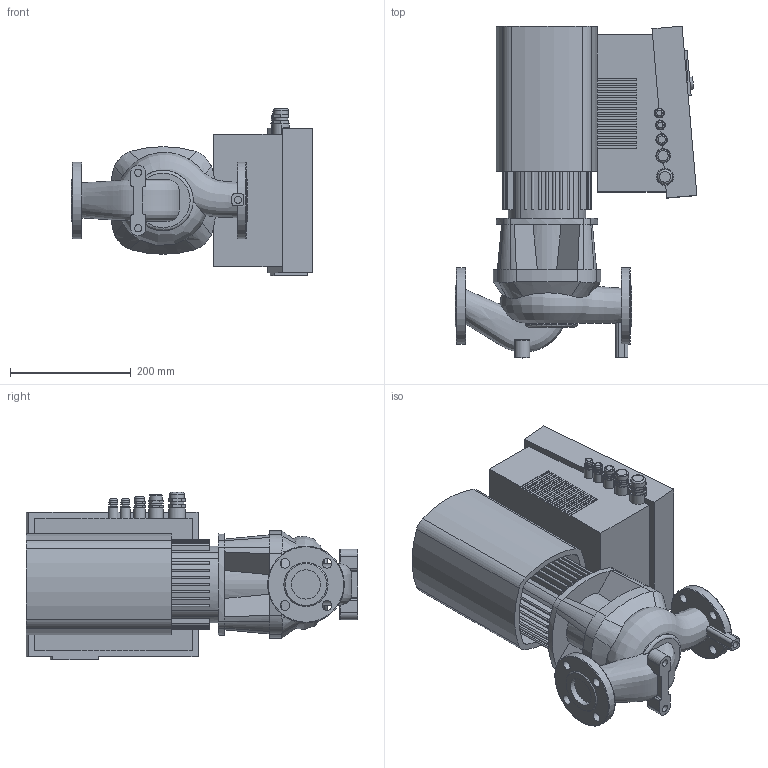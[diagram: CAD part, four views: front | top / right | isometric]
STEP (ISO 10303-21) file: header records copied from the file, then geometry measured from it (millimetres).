
FILE_DESCRIPTION(/* description */ (''),/* implementation_level */ '2;1');
FILE_NAME(/* name */ '3d_StratosGIGA1_5_3-145-2124481.stp',/* time_stamp */ '2022-03-01T14:51:28-06:00',/* author */ ('faliszekte'),/* organization */ (''),/* preprocessor_version */ 'ST-DEVELOPER v18.1',/* originating_system */ 'Autodesk Inventor 2021',/* authorisation */ '');
FILE_SCHEMA (('AUTOMOTIVE_DESIGN { 1 0 10303 214 3 1 1 }'));
Length unit declared in the file: inch
Products named in the file (12): 3d_StratosGIGA1_5_3-145-2124481; 3d_StratosGIGA1_5_3-145-21244811; 3d_StratosGIGA1_5_3-145-21244812; 3d_StratosGIGA1_5_3-145-21244813; 3d_StratosGIGA1_5_3-145-21244814; 3d_StratosGIGA1_5_3-145-21244815; 3d_StratosGIGA1_5_3-145-21244816; 3d_StratosGIGA1_5_3-145-21244817; 3d_StratosGIGA1_5_3-145-21244818; 3d_StratosGIGA1_5_3-145-21244819; 3d_StratosGIGA1_5_3-145-212448110; 3d_StratosGIGA1_5_3-145-212448111
Assembly tree (11 placements, depth 2):
  3d_StratosGIGA1_5_3-145-2124481
    3d_StratosGIGA1_5_3-145-21244811
    3d_StratosGIGA1_5_3-145-21244812
    3d_StratosGIGA1_5_3-145-21244813
    3d_StratosGIGA1_5_3-145-21244814
    3d_StratosGIGA1_5_3-145-21244815
    3d_StratosGIGA1_5_3-145-21244816
    3d_StratosGIGA1_5_3-145-21244817
    3d_StratosGIGA1_5_3-145-21244818
    3d_StratosGIGA1_5_3-145-21244819
    3d_StratosGIGA1_5_3-145-212448110
    3d_StratosGIGA1_5_3-145-212448111
Bounding box: 400 x 549 x 277 mm (x, y, z)
Volume: 19084533 mm3; surface area: 1252784.7 mm2
Topology: 18 solids, 18 shells, 689 faces, 1813 edges, 1179 vertices
Faces by surface type: plane 473, cylinder 147, bspline 47, torus 12, cone 10
Full cylindrical faces by diameter (mm): 12 x5, 13 x2, 15 x1, 15.875 x8, 16 x1, 20 x2, 21 x1, 23 x1, 24 x1, 48.3 x2, 58 x1, 127 x2
Entity records: 35035 total; most frequent: CARTESIAN_POINT 17384, ORIENTED_EDGE 3626, DIRECTION 3516, EDGE_CURVE 1813, LINE 1192, VECTOR 1192, VERTEX_POINT 1179, AXIS2_PLACEMENT_3D 1162
